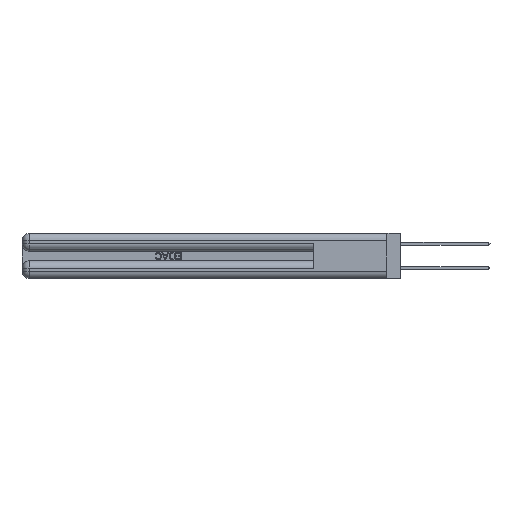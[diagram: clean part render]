
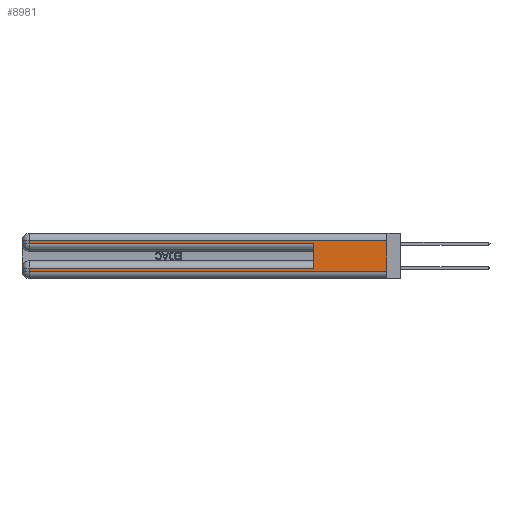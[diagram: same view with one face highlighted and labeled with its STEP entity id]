
A CAD part, left-side view. The second image highlights one B-rep face of the part: STEP entity #8981.
In plain terms, the highlighted planar face has unit normal (-1, 0, 0).
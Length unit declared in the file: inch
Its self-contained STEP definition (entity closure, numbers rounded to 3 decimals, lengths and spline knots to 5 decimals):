
#192 = EDGE_LOOP ( 'NONE', ( #25862, #39236, #26282, #44587, #3621, #443, #41965, #22536 ) ) ;
#443 = ORIENTED_EDGE ( 'NONE', *, *, #16210, .T. ) ;
#1362 = DIRECTION ( 'NONE',  ( 0., 1., 0. ) ) ;
#1520 = LINE ( 'NONE', #26017, #50854 ) ;
#1537 = VERTEX_POINT ( 'NONE', #29469 ) ;
#1879 = VERTEX_POINT ( 'NONE', #38122 ) ;
#2536 = EDGE_CURVE ( 'NONE', #1537, #35119, #36732, .T. ) ;
#3509 = CARTESIAN_POINT ( 'NONE',  ( 0., 0., 0.06 ) ) ;
#3621 = ORIENTED_EDGE ( 'NONE', *, *, #49593, .F. ) ;
#5161 = LINE ( 'NONE', #25008, #40346 ) ;
#6152 = LINE ( 'NONE', #50560, #28346 ) ;
#6785 = DIRECTION ( 'NONE',  ( 0., 0., 1. ) ) ;
#8254 = FACE_OUTER_BOUND ( 'NONE', #192, .T. ) ;
#8981 = ADVANCED_FACE ( 'NONE', ( #8254 ), #19435, .F. ) ;
#8983 = CARTESIAN_POINT ( 'NONE',  ( 0., 0., 0.37 ) ) ;
#10424 = CARTESIAN_POINT ( 'NONE',  ( 0., 2.94, 0.31 ) ) ;
#10961 = EDGE_CURVE ( 'NONE', #1537, #15292, #19815, .T. ) ;
#12731 = CARTESIAN_POINT ( 'NONE',  ( 0., 0., 0.31 ) ) ;
#14603 = CARTESIAN_POINT ( 'NONE',  ( 0., 2.94, 0.37 ) ) ;
#15292 = VERTEX_POINT ( 'NONE', #10424 ) ;
#16210 = EDGE_CURVE ( 'NONE', #31036, #29902, #5161, .T. ) ;
#16486 = DIRECTION ( 'NONE',  ( 0., 1., 0. ) ) ;
#17479 = EDGE_CURVE ( 'NONE', #29902, #35848, #45200, .T. ) ;
#19435 = PLANE ( 'NONE',  #32786 ) ;
#19815 = LINE ( 'NONE', #12731, #23562 ) ;
#22536 = ORIENTED_EDGE ( 'NONE', *, *, #43974, .T. ) ;
#23106 = DIRECTION ( 'NONE',  ( 1., 0., 0. ) ) ;
#23562 = VECTOR ( 'NONE', #16486, 39.37008 ) ;
#23641 = CARTESIAN_POINT ( 'NONE',  ( 0., 2.94, 0.06 ) ) ;
#25008 = CARTESIAN_POINT ( 'NONE',  ( 0., 0., 0.085 ) ) ;
#25862 = ORIENTED_EDGE ( 'NONE', *, *, #2536, .F. ) ;
#26017 = CARTESIAN_POINT ( 'NONE',  ( 0., 2.94, 0.37 ) ) ;
#26282 = ORIENTED_EDGE ( 'NONE', *, *, #47173, .T. ) ;
#28346 = VECTOR ( 'NONE', #6785, 39.37008 ) ;
#29469 = CARTESIAN_POINT ( 'NONE',  ( 0., 0., 0.31 ) ) ;
#29676 = VECTOR ( 'NONE', #50305, 39.37008 ) ;
#29902 = VERTEX_POINT ( 'NONE', #35940 ) ;
#30931 = DIRECTION ( 'NONE',  ( 0., -1., 0. ) ) ;
#31036 = VERTEX_POINT ( 'NONE', #35143 ) ;
#32786 = AXIS2_PLACEMENT_3D ( 'NONE', #34619, #23106, #46565 ) ;
#34619 = CARTESIAN_POINT ( 'NONE',  ( 0., 0., 0.37 ) ) ;
#35119 = VERTEX_POINT ( 'NONE', #3509 ) ;
#35143 = CARTESIAN_POINT ( 'NONE',  ( 0., 0.6, 0.085 ) ) ;
#35564 = CARTESIAN_POINT ( 'NONE',  ( 0., 2.94, 0.285 ) ) ;
#35684 = VECTOR ( 'NONE', #30931, 39.37008 ) ;
#35848 = VERTEX_POINT ( 'NONE', #23641 ) ;
#35940 = CARTESIAN_POINT ( 'NONE',  ( 0., 2.94, 0.085 ) ) ;
#36524 = CARTESIAN_POINT ( 'NONE',  ( 0., 0., 0.285 ) ) ;
#36732 = LINE ( 'NONE', #8983, #50947 ) ;
#38122 = CARTESIAN_POINT ( 'NONE',  ( 0., 0.6, 0.285 ) ) ;
#39156 = EDGE_CURVE ( 'NONE', #42642, #1879, #49984, .T. ) ;
#39236 = ORIENTED_EDGE ( 'NONE', *, *, #10961, .T. ) ;
#39475 = VECTOR ( 'NONE', #48096, 39.37008 ) ;
#40346 = VECTOR ( 'NONE', #1362, 39.37008 ) ;
#41965 = ORIENTED_EDGE ( 'NONE', *, *, #17479, .T. ) ;
#42642 = VERTEX_POINT ( 'NONE', #35564 ) ;
#43974 = EDGE_CURVE ( 'NONE', #35848, #35119, #46257, .T. ) ;
#44522 = DIRECTION ( 'NONE',  ( 0., 0., -1. ) ) ;
#44587 = ORIENTED_EDGE ( 'NONE', *, *, #39156, .T. ) ;
#45200 = LINE ( 'NONE', #14603, #29676 ) ;
#45686 = DIRECTION ( 'NONE',  ( 0., 0., -1. ) ) ;
#46257 = LINE ( 'NONE', #50964, #35684 ) ;
#46565 = DIRECTION ( 'NONE',  ( 0., 0., -1. ) ) ;
#47173 = EDGE_CURVE ( 'NONE', #15292, #42642, #1520, .T. ) ;
#48096 = DIRECTION ( 'NONE',  ( 0., -1., 0. ) ) ;
#49593 = EDGE_CURVE ( 'NONE', #31036, #1879, #6152, .T. ) ;
#49984 = LINE ( 'NONE', #36524, #39475 ) ;
#50305 = DIRECTION ( 'NONE',  ( 0., 0., -1. ) ) ;
#50560 = CARTESIAN_POINT ( 'NONE',  ( 0., 0.6, 0.145 ) ) ;
#50854 = VECTOR ( 'NONE', #45686, 39.37008 ) ;
#50947 = VECTOR ( 'NONE', #44522, 39.37008 ) ;
#50964 = CARTESIAN_POINT ( 'NONE',  ( 0., 0., 0.06 ) ) ;
